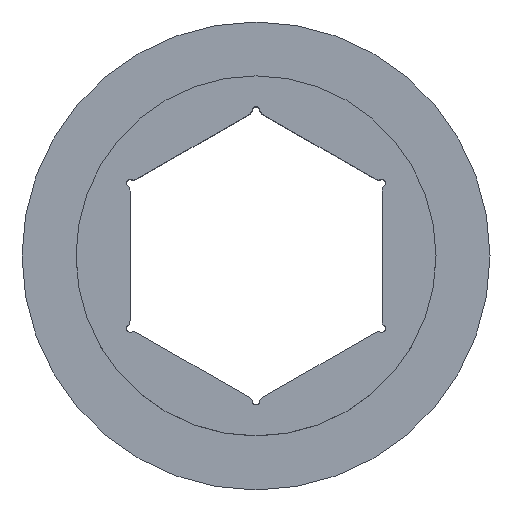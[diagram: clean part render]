
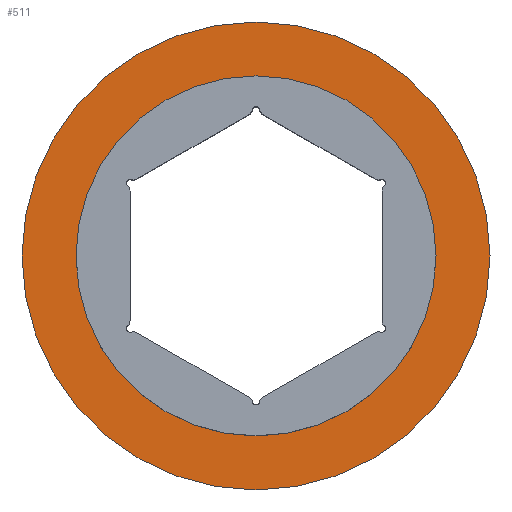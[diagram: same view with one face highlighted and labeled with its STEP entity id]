
A CAD part, top view. The second image highlights one B-rep face of the part: STEP entity #511.
In plain terms, the highlighted planar face has unit normal (0, 0, 1).
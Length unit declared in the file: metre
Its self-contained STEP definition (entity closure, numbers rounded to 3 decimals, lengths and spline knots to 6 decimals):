
#105=ORIENTED_EDGE('',*,*,#259,.F.);
#106=ORIENTED_EDGE('',*,*,#260,.T.);
#259=EDGE_CURVE('',#336,#336,#389,.T.);
#260=EDGE_CURVE('',#337,#337,#390,.T.);
#336=VERTEX_POINT('',#808);
#337=VERTEX_POINT('',#810);
#389=CIRCLE('',#555,0.0065);
#390=CIRCLE('',#556,0.005);
#430=EDGE_LOOP('',(#105));
#431=EDGE_LOOP('',(#106));
#466=FACE_BOUND('',#430,.T.);
#467=FACE_BOUND('',#431,.T.);
#502=PLANE('',#554);
#511=ADVANCED_FACE('',(#466,#467),#502,.F.);
#554=AXIS2_PLACEMENT_3D('',#806,#627,#628);
#555=AXIS2_PLACEMENT_3D('',#807,#629,#630);
#556=AXIS2_PLACEMENT_3D('',#809,#631,#632);
#627=DIRECTION('',(0.,0.,-1.));
#628=DIRECTION('',(-1.,0.,0.));
#629=DIRECTION('',(0.,0.,-1.));
#630=DIRECTION('',(-1.,0.,0.));
#631=DIRECTION('',(0.,0.,-1.));
#632=DIRECTION('',(-1.,0.,0.));
#806=CARTESIAN_POINT('',(0.00575,0.,0.));
#807=CARTESIAN_POINT('',(0.,0.,0.));
#808=CARTESIAN_POINT('',(-0.0065,0.,0.));
#809=CARTESIAN_POINT('',(0.,0.,0.));
#810=CARTESIAN_POINT('',(-0.005,0.,0.));
